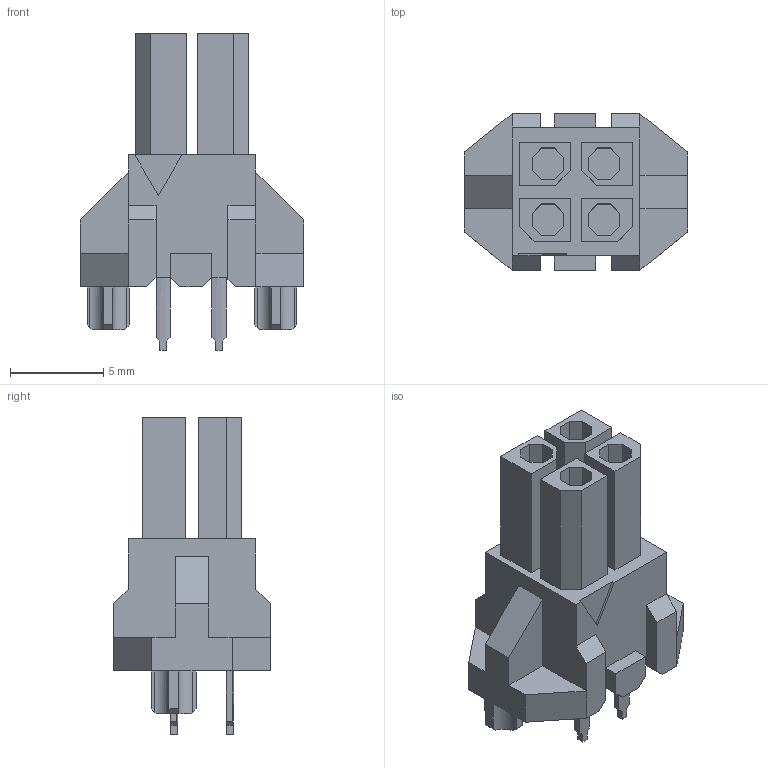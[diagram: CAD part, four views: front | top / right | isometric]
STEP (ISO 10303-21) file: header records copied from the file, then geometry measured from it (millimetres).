
FILE_DESCRIPTION((''),'2;1');
FILE_NAME('447690401','2014-09-02T',('me'),(''),'PRO/ENGINEER BY PARAMETRIC TECHNOLOGY CORPORATION, 2011490','PRO/ENGINEER BY PARAMETRIC TECHNOLOGY CORPORATION, 2011490','');
FILE_SCHEMA(('CONFIG_CONTROL_DESIGN'));
Length unit declared in the file: millimetre
Products named in the file (1): 447690401
Bounding box: 12 x 8.4 x 17 mm (x, y, z)
Volume: 547.3 mm3; surface area: 899.4 mm2
Topology: 1 solids, 1 shells, 195 faces, 535 edges, 352 vertices
Faces by surface type: plane 179, cylinder 16
Entity records: 6087 total; most frequent: CARTESIAN_POINT 1124, ORIENTED_EDGE 1046, DIRECTION 939, EDGE_CURVE 523, VECTOR 459, LINE 459, VERTEX_POINT 340, AXIS2_PLACEMENT_3D 240
